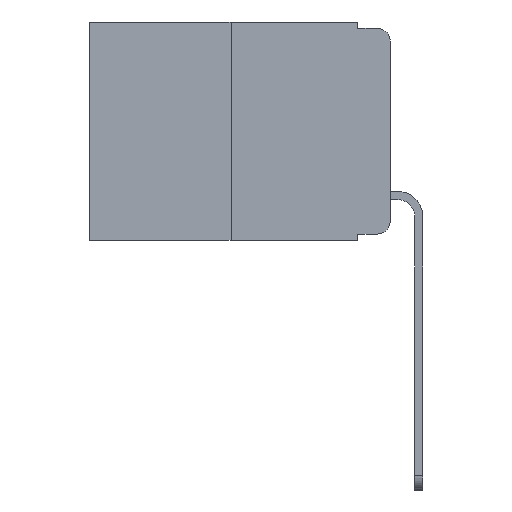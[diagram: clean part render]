
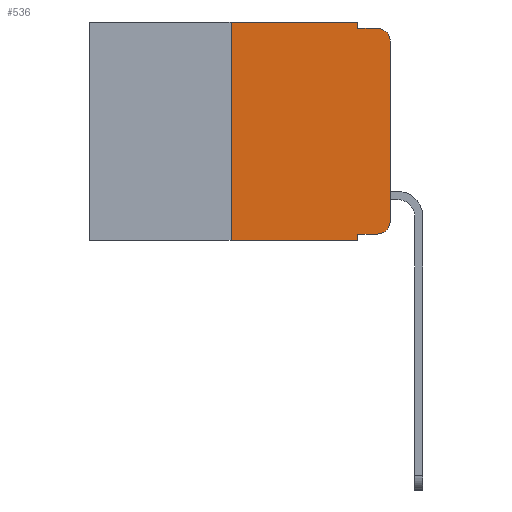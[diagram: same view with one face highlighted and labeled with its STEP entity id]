
A CAD part, left-side view. The second image highlights one B-rep face of the part: STEP entity #536.
In plain terms, the highlighted planar face has unit normal (-1, 0, 0).
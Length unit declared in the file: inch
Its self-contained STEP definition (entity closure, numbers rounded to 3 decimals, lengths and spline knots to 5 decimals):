
#141 = VERTEX_POINT ( 'NONE', #11801 ) ;
#143 = VECTOR ( 'NONE', #9776, 39.37008 ) ;
#205 = LINE ( 'NONE', #5509, #7630 ) ;
#428 = ORIENTED_EDGE ( 'NONE', *, *, #2253, .T. ) ;
#536 = ADVANCED_FACE ( 'NONE', ( #3295 ), #9671, .F. ) ;
#558 = EDGE_CURVE ( 'NONE', #1093, #10928, #7691, .T. ) ;
#592 = VERTEX_POINT ( 'NONE', #11557 ) ;
#813 = DIRECTION ( 'NONE',  ( 0., 0., -1. ) ) ;
#836 = VERTEX_POINT ( 'NONE', #3672 ) ;
#1093 = VERTEX_POINT ( 'NONE', #5813 ) ;
#1299 = CARTESIAN_POINT ( 'NONE',  ( 0., 0.02, -0.313 ) ) ;
#1757 = VERTEX_POINT ( 'NONE', #4647 ) ;
#1873 = EDGE_CURVE ( 'NONE', #141, #1757, #6438, .T. ) ;
#2002 = AXIS2_PLACEMENT_3D ( 'NONE', #9514, #9640, #8968 ) ;
#2253 = EDGE_CURVE ( 'NONE', #592, #836, #11134, .T. ) ;
#2295 = ORIENTED_EDGE ( 'NONE', *, *, #4225, .T. ) ;
#2370 = EDGE_LOOP ( 'NONE', ( #428, #5989, #6293, #8578, #11288, #4346, #6847, #11542, #2295, #7659 ) ) ;
#2457 = DIRECTION ( 'NONE',  ( 0., 0., -1. ) ) ;
#2564 = AXIS2_PLACEMENT_3D ( 'NONE', #10337, #10249, #10093 ) ;
#2657 = VECTOR ( 'NONE', #11493, 39.37008 ) ;
#2710 = EDGE_CURVE ( 'NONE', #836, #11884, #8698, .T. ) ;
#2773 = EDGE_CURVE ( 'NONE', #3368, #11884, #205, .T. ) ;
#2791 = EDGE_CURVE ( 'NONE', #10928, #3368, #5207, .T. ) ;
#3049 = CARTESIAN_POINT ( 'NONE',  ( 0., 0.051, 0. ) ) ;
#3107 = CARTESIAN_POINT ( 'NONE',  ( 0., 0.02, -0.01 ) ) ;
#3190 = LINE ( 'NONE', #4349, #143 ) ;
#3295 = FACE_OUTER_BOUND ( 'NONE', #2370, .T. ) ;
#3336 = LINE ( 'NONE', #6897, #5608 ) ;
#3368 = VERTEX_POINT ( 'NONE', #7409 ) ;
#3547 = VECTOR ( 'NONE', #4681, 39.37008 ) ;
#3672 = CARTESIAN_POINT ( 'NONE',  ( 0., 0., -0.03 ) ) ;
#3993 = EDGE_CURVE ( 'NONE', #141, #1093, #5769, .T. ) ;
#4111 = EDGE_CURVE ( 'NONE', #11210, #1757, #3336, .T. ) ;
#4225 = EDGE_CURVE ( 'NONE', #11210, #7311, #3190, .T. ) ;
#4267 = EDGE_CURVE ( 'NONE', #7311, #592, #12002, .T. ) ;
#4346 = ORIENTED_EDGE ( 'NONE', *, *, #3993, .F. ) ;
#4349 = CARTESIAN_POINT ( 'NONE',  ( 0., 0.051, -0.333 ) ) ;
#4647 = CARTESIAN_POINT ( 'NONE',  ( 0., 0.051, -0.343 ) ) ;
#4681 = DIRECTION ( 'NONE',  ( 0., 0., 1. ) ) ;
#4912 = VECTOR ( 'NONE', #10491, 39.37008 ) ;
#5207 = LINE ( 'NONE', #6557, #4912 ) ;
#5467 = VECTOR ( 'NONE', #11040, 39.37008 ) ;
#5509 = CARTESIAN_POINT ( 'NONE',  ( 0., 0.051, -0.01 ) ) ;
#5608 = VECTOR ( 'NONE', #813, 39.37008 ) ;
#5769 = LINE ( 'NONE', #10145, #5467 ) ;
#5813 = CARTESIAN_POINT ( 'NONE',  ( 0., 0.25, 0. ) ) ;
#5989 = ORIENTED_EDGE ( 'NONE', *, *, #2710, .T. ) ;
#6112 = AXIS2_PLACEMENT_3D ( 'NONE', #1299, #8082, #2457 ) ;
#6293 = ORIENTED_EDGE ( 'NONE', *, *, #2773, .F. ) ;
#6333 = DIRECTION ( 'NONE',  ( 0., -1., 0. ) ) ;
#6438 = LINE ( 'NONE', #10171, #10849 ) ;
#6557 = CARTESIAN_POINT ( 'NONE',  ( 0., 0.051, 0. ) ) ;
#6847 = ORIENTED_EDGE ( 'NONE', *, *, #1873, .T. ) ;
#6897 = CARTESIAN_POINT ( 'NONE',  ( 0., 0.051, 0. ) ) ;
#7311 = VERTEX_POINT ( 'NONE', #7904 ) ;
#7409 = CARTESIAN_POINT ( 'NONE',  ( 0., 0.051, -0.01 ) ) ;
#7630 = VECTOR ( 'NONE', #6333, 39.37008 ) ;
#7659 = ORIENTED_EDGE ( 'NONE', *, *, #4267, .T. ) ;
#7691 = LINE ( 'NONE', #11581, #2657 ) ;
#7904 = CARTESIAN_POINT ( 'NONE',  ( 0., 0.02, -0.333 ) ) ;
#8082 = DIRECTION ( 'NONE',  ( -1., 0., 0. ) ) ;
#8578 = ORIENTED_EDGE ( 'NONE', *, *, #2791, .F. ) ;
#8698 = CIRCLE ( 'NONE', #2564, 0.02 ) ;
#8968 = DIRECTION ( 'NONE',  ( 0., 0., -1. ) ) ;
#9514 = CARTESIAN_POINT ( 'NONE',  ( 0., 0.473, 0. ) ) ;
#9640 = DIRECTION ( 'NONE',  ( 1., 0., 0. ) ) ;
#9671 = PLANE ( 'NONE',  #2002 ) ;
#9681 = CARTESIAN_POINT ( 'NONE',  ( 0., 0.051, -0.333 ) ) ;
#9776 = DIRECTION ( 'NONE',  ( 0., -1., 0. ) ) ;
#10093 = DIRECTION ( 'NONE',  ( 0., 0., -1. ) ) ;
#10145 = CARTESIAN_POINT ( 'NONE',  ( 0., 0.25, 0. ) ) ;
#10171 = CARTESIAN_POINT ( 'NONE',  ( 0., 0.473, -0.343 ) ) ;
#10202 = CARTESIAN_POINT ( 'NONE',  ( 0., 0., 0. ) ) ;
#10249 = DIRECTION ( 'NONE',  ( -1., 0., 0. ) ) ;
#10337 = CARTESIAN_POINT ( 'NONE',  ( 0., 0.02, -0.03 ) ) ;
#10380 = DIRECTION ( 'NONE',  ( 0., -1., 0. ) ) ;
#10491 = DIRECTION ( 'NONE',  ( 0., 0., -1. ) ) ;
#10849 = VECTOR ( 'NONE', #10380, 39.37008 ) ;
#10928 = VERTEX_POINT ( 'NONE', #3049 ) ;
#11040 = DIRECTION ( 'NONE',  ( 0., 0., 1. ) ) ;
#11134 = LINE ( 'NONE', #10202, #3547 ) ;
#11210 = VERTEX_POINT ( 'NONE', #9681 ) ;
#11288 = ORIENTED_EDGE ( 'NONE', *, *, #558, .F. ) ;
#11493 = DIRECTION ( 'NONE',  ( 0., -1., 0. ) ) ;
#11542 = ORIENTED_EDGE ( 'NONE', *, *, #4111, .F. ) ;
#11557 = CARTESIAN_POINT ( 'NONE',  ( 0., 0., -0.313 ) ) ;
#11581 = CARTESIAN_POINT ( 'NONE',  ( 0., 0.473, 0. ) ) ;
#11801 = CARTESIAN_POINT ( 'NONE',  ( 0., 0.25, -0.343 ) ) ;
#11884 = VERTEX_POINT ( 'NONE', #3107 ) ;
#12002 = CIRCLE ( 'NONE', #6112, 0.02 ) ;
